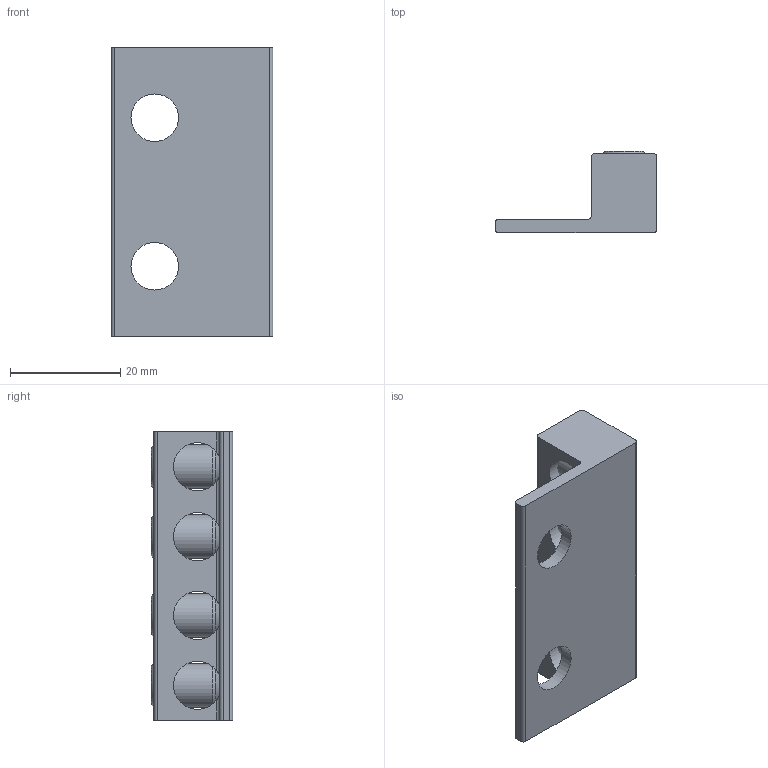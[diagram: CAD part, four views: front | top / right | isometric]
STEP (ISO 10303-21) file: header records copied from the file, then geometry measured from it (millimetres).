
FILE_DESCRIPTION(/* description */ (''),/* implementation_level */ '2;1');
FILE_NAME(/* name */ '4S2-HEX.stp',/* time_stamp */ '2017-02-06T09:48:34-05:00',/* author */ ('tsmith'),/* organization */ (''),/* preprocessor_version */ 'ST-DEVELOPER v16.5',/* originating_system */ 'Autodesk Inventor 2017',/* authorisation */ '');
FILE_SCHEMA (('AUTOMOTIVE_DESIGN { 1 0 10303 214 3 1 1 }'));
Length unit declared in the file: inch
Products named in the file (3): 4s2-hex; 4S2; 12786HEX
Assembly tree (5 placements, depth 2):
  4s2-hex
    4S2
    12786HEX  x4
Bounding box: 29.36 x 14.73 x 52.37 mm (x, y, z)
Volume: 9420.9 mm3; surface area: 7363.6 mm2
Topology: 5 solids, 5 shells, 108 faces, 268 edges, 174 vertices
Faces by surface type: plane 48, cone 28, cylinder 28, sphere 4
Full cylindrical faces by diameter (mm): 6.782 x4, 7.925 x4, 8.636 x2, 8.738 x4
Entity records: 2271 total; most frequent: CARTESIAN_POINT 716, DIRECTION 300, ORIENTED_EDGE 264, EDGE_CURVE 132, AXIS2_PLACEMENT_3D 128, EDGE_LOOP 114, VERTEX_POINT 98, FACE_OUTER_BOUND 66
